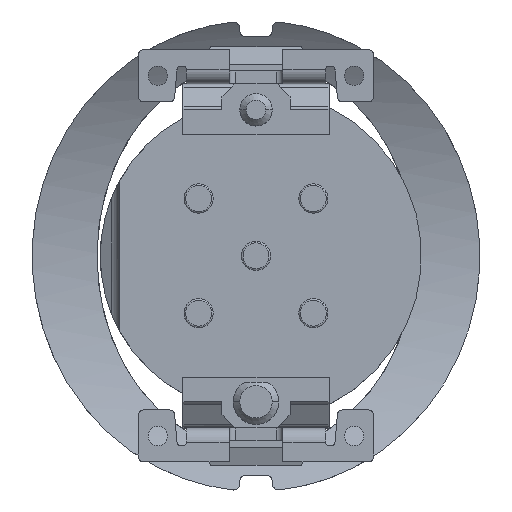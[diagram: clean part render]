
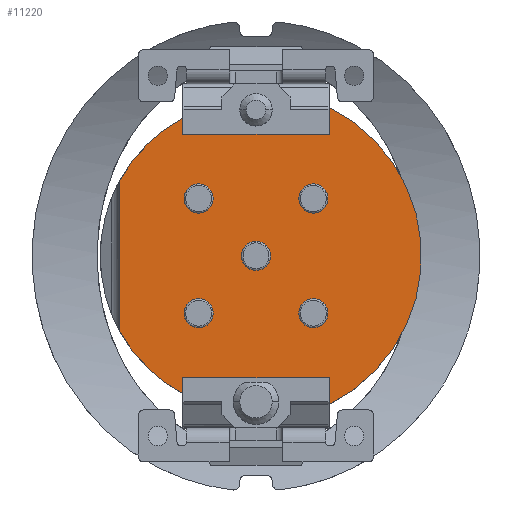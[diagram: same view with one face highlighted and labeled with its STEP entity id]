
A CAD part, top view. The second image highlights one B-rep face of the part: STEP entity #11220.
In plain terms, the highlighted planar face has unit normal (0, 0, 1).
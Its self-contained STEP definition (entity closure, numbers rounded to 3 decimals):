
#13=DIRECTION('',(0.,1.,0.));
#14=VECTOR('',#13,4.648);
#15=CARTESIAN_POINT('',(-4.2,-2.324,-1.2));
#16=LINE('',#15,#14);
#17=DIRECTION('',(0.,-1.,0.));
#18=VECTOR('',#17,0.49);
#19=CARTESIAN_POINT('',(-2.25,4.24,-1.2));
#20=LINE('',#19,#18);
#21=DIRECTION('',(1.,0.,0.));
#22=VECTOR('',#21,4.5);
#23=CARTESIAN_POINT('',(-2.25,3.75,-1.2));
#24=LINE('',#23,#22);
#25=DIRECTION('',(0.,1.,0.));
#26=VECTOR('',#25,0.827);
#27=CARTESIAN_POINT('',(2.25,3.75,-1.2));
#28=LINE('',#27,#26);
#29=DIRECTION('',(0.,1.,0.));
#30=VECTOR('',#29,0.827);
#31=CARTESIAN_POINT('',(2.25,-4.577,-1.2));
#32=LINE('',#31,#30);
#33=DIRECTION('',(-1.,0.,0.));
#34=VECTOR('',#33,4.5);
#35=CARTESIAN_POINT('',(2.25,-3.75,-1.2));
#36=LINE('',#35,#34);
#37=DIRECTION('',(0.,-1.,0.));
#38=VECTOR('',#37,0.49);
#39=CARTESIAN_POINT('',(-2.25,-3.75,-1.2));
#40=LINE('',#39,#38);
#41=CARTESIAN_POINT('',(1.768,-1.768,-1.2));
#42=DIRECTION('',(0.,0.,-1.));
#43=DIRECTION('',(-0.707,-0.707,0.));
#44=AXIS2_PLACEMENT_3D('',#41,#42,#43);
#46=CARTESIAN_POINT('',(1.768,-1.768,-1.2));
#47=DIRECTION('',(0.,0.,-1.));
#48=DIRECTION('',(0.707,0.707,0.));
#49=AXIS2_PLACEMENT_3D('',#46,#47,#48);
#51=CARTESIAN_POINT('',(1.768,1.768,-1.2));
#52=DIRECTION('',(0.,0.,-1.));
#53=DIRECTION('',(-0.707,-0.707,0.));
#54=AXIS2_PLACEMENT_3D('',#51,#52,#53);
#56=CARTESIAN_POINT('',(1.768,1.768,-1.2));
#57=DIRECTION('',(0.,0.,-1.));
#58=DIRECTION('',(0.707,0.707,0.));
#59=AXIS2_PLACEMENT_3D('',#56,#57,#58);
#61=CARTESIAN_POINT('',(-1.768,1.768,-1.2));
#62=DIRECTION('',(0.,0.,-1.));
#63=DIRECTION('',(-0.707,-0.707,0.));
#64=AXIS2_PLACEMENT_3D('',#61,#62,#63);
#66=CARTESIAN_POINT('',(-1.768,1.768,-1.2));
#67=DIRECTION('',(0.,0.,-1.));
#68=DIRECTION('',(0.707,0.707,0.));
#69=AXIS2_PLACEMENT_3D('',#66,#67,#68);
#71=CARTESIAN_POINT('',(-1.768,-1.768,-1.2));
#72=DIRECTION('',(0.,0.,-1.));
#73=DIRECTION('',(-0.707,-0.707,0.));
#74=AXIS2_PLACEMENT_3D('',#71,#72,#73);
#76=CARTESIAN_POINT('',(-1.768,-1.768,-1.2));
#77=DIRECTION('',(0.,0.,-1.));
#78=DIRECTION('',(0.707,0.707,0.));
#79=AXIS2_PLACEMENT_3D('',#76,#77,#78);
#81=CARTESIAN_POINT('',(0.,0.,-1.2));
#82=DIRECTION('',(0.,0.,-1.));
#83=DIRECTION('',(-0.707,-0.707,0.));
#84=AXIS2_PLACEMENT_3D('',#81,#82,#83);
#86=CARTESIAN_POINT('',(0.,0.,-1.2));
#87=DIRECTION('',(0.,0.,-1.));
#88=DIRECTION('',(0.707,0.707,0.));
#89=AXIS2_PLACEMENT_3D('',#86,#87,#88);
#99=CARTESIAN_POINT('',(0.,0.,-1.2));
#100=DIRECTION('',(0.,0.,1.));
#101=DIRECTION('',(-0.875,-0.484,0.));
#102=AXIS2_PLACEMENT_3D('',#99,#100,#101);
#175=CARTESIAN_POINT('',(0.,0.,-1.2));
#176=DIRECTION('',(0.,0.,1.));
#177=DIRECTION('',(-0.469,0.883,0.));
#178=AXIS2_PLACEMENT_3D('',#175,#176,#177);
#384=CARTESIAN_POINT('',(0.,0.,-1.2));
#385=DIRECTION('',(0.,0.,1.));
#386=DIRECTION('',(0.441,-0.897,0.));
#387=AXIS2_PLACEMENT_3D('',#384,#385,#386);
#9022=CARTESIAN_POINT('',(2.25,-3.75,-1.2));
#9023=CARTESIAN_POINT('',(-2.25,-3.75,-1.2));
#9024=VERTEX_POINT('',#9022);
#9025=VERTEX_POINT('',#9023);
#9026=CARTESIAN_POINT('',(-2.25,3.75,-1.2));
#9027=CARTESIAN_POINT('',(2.25,3.75,-1.2));
#9028=VERTEX_POINT('',#9026);
#9029=VERTEX_POINT('',#9027);
#9260=CARTESIAN_POINT('',(-2.25,-4.24,-1.2));
#9262=VERTEX_POINT('',#9260);
#9264=CARTESIAN_POINT('',(-2.25,4.24,-1.2));
#9266=VERTEX_POINT('',#9264);
#9962=CARTESIAN_POINT('',(2.25,-4.577,-1.2));
#9964=VERTEX_POINT('',#9962);
#9967=CARTESIAN_POINT('',(2.25,4.577,-1.2));
#9969=VERTEX_POINT('',#9967);
#9971=CARTESIAN_POINT('',(-4.2,-2.324,-1.2));
#9972=CARTESIAN_POINT('',(-4.2,2.324,-1.2));
#9973=VERTEX_POINT('',#9971);
#9974=VERTEX_POINT('',#9972);
#11079=CARTESIAN_POINT('',(1.485,-2.051,-1.2));
#11080=CARTESIAN_POINT('',(2.051,-1.485,-1.2));
#11081=VERTEX_POINT('',#11079);
#11082=VERTEX_POINT('',#11080);
#11099=CARTESIAN_POINT('',(1.485,1.485,-1.2));
#11100=CARTESIAN_POINT('',(2.051,2.051,-1.2));
#11101=VERTEX_POINT('',#11099);
#11102=VERTEX_POINT('',#11100);
#11119=CARTESIAN_POINT('',(-2.051,1.485,-1.2));
#11120=CARTESIAN_POINT('',(-1.485,2.051,-1.2));
#11121=VERTEX_POINT('',#11119);
#11122=VERTEX_POINT('',#11120);
#11139=CARTESIAN_POINT('',(-2.051,-2.051,-1.2));
#11140=CARTESIAN_POINT('',(-1.485,-1.485,-1.2));
#11141=VERTEX_POINT('',#11139);
#11142=VERTEX_POINT('',#11140);
#11159=CARTESIAN_POINT('',(-0.283,-0.283,-1.2));
#11160=CARTESIAN_POINT('',(0.283,0.283,-1.2));
#11161=VERTEX_POINT('',#11159);
#11162=VERTEX_POINT('',#11160);
#11163=CARTESIAN_POINT('',(0.,0.,-1.2));
#11164=DIRECTION('',(0.,0.,1.));
#11165=DIRECTION('',(0.,1.,0.));
#11166=AXIS2_PLACEMENT_3D('',#11163,#11164,#11165);
#11167=PLANE('',#11166);
#11169=ORIENTED_EDGE('',*,*,#11168,.T.);
#11171=ORIENTED_EDGE('',*,*,#11170,.F.);
#11173=ORIENTED_EDGE('',*,*,#11172,.T.);
#11175=ORIENTED_EDGE('',*,*,#11174,.T.);
#11177=ORIENTED_EDGE('',*,*,#11176,.T.);
#11179=ORIENTED_EDGE('',*,*,#11178,.F.);
#11181=ORIENTED_EDGE('',*,*,#11180,.T.);
#11183=ORIENTED_EDGE('',*,*,#11182,.T.);
#11185=ORIENTED_EDGE('',*,*,#11184,.T.);
#11187=ORIENTED_EDGE('',*,*,#11186,.F.);
#11188=EDGE_LOOP('',(#11169,#11171,#11173,#11175,#11177,#11179,#11181,#11183,
#11185,#11187));
#11189=FACE_OUTER_BOUND('',#11188,.F.);
#11191=ORIENTED_EDGE('',*,*,#11190,.F.);
#11193=ORIENTED_EDGE('',*,*,#11192,.F.);
#11194=EDGE_LOOP('',(#11191,#11193));
#11195=FACE_BOUND('',#11194,.F.);
#11197=ORIENTED_EDGE('',*,*,#11196,.F.);
#11199=ORIENTED_EDGE('',*,*,#11198,.F.);
#11200=EDGE_LOOP('',(#11197,#11199));
#11201=FACE_BOUND('',#11200,.F.);
#11203=ORIENTED_EDGE('',*,*,#11202,.F.);
#11205=ORIENTED_EDGE('',*,*,#11204,.F.);
#11206=EDGE_LOOP('',(#11203,#11205));
#11207=FACE_BOUND('',#11206,.F.);
#11209=ORIENTED_EDGE('',*,*,#11208,.F.);
#11211=ORIENTED_EDGE('',*,*,#11210,.F.);
#11212=EDGE_LOOP('',(#11209,#11211));
#11213=FACE_BOUND('',#11212,.F.);
#11215=ORIENTED_EDGE('',*,*,#11214,.F.);
#11217=ORIENTED_EDGE('',*,*,#11216,.F.);
#11218=EDGE_LOOP('',(#11215,#11217));
#11219=FACE_BOUND('',#11218,.F.);
#45=CIRCLE('',#44,0.4);
#50=CIRCLE('',#49,0.4);
#55=CIRCLE('',#54,0.4);
#60=CIRCLE('',#59,0.4);
#65=CIRCLE('',#64,0.4);
#70=CIRCLE('',#69,0.4);
#75=CIRCLE('',#74,0.4);
#80=CIRCLE('',#79,0.4);
#85=CIRCLE('',#84,0.4);
#90=CIRCLE('',#89,0.4);
#103=CIRCLE('',#102,4.8);
#179=CIRCLE('',#178,4.8);
#388=CIRCLE('',#387,5.1);
#11168=EDGE_CURVE('',#9973,#9974,#16,.T.);
#11170=EDGE_CURVE('',#9266,#9974,#179,.T.);
#11172=EDGE_CURVE('',#9266,#9028,#20,.T.);
#11174=EDGE_CURVE('',#9028,#9029,#24,.T.);
#11176=EDGE_CURVE('',#9029,#9969,#28,.T.);
#11178=EDGE_CURVE('',#9964,#9969,#388,.T.);
#11180=EDGE_CURVE('',#9964,#9024,#32,.T.);
#11182=EDGE_CURVE('',#9024,#9025,#36,.T.);
#11184=EDGE_CURVE('',#9025,#9262,#40,.T.);
#11186=EDGE_CURVE('',#9973,#9262,#103,.T.);
#11190=EDGE_CURVE('',#11081,#11082,#45,.T.);
#11192=EDGE_CURVE('',#11082,#11081,#50,.T.);
#11196=EDGE_CURVE('',#11101,#11102,#55,.T.);
#11198=EDGE_CURVE('',#11102,#11101,#60,.T.);
#11202=EDGE_CURVE('',#11121,#11122,#65,.T.);
#11204=EDGE_CURVE('',#11122,#11121,#70,.T.);
#11208=EDGE_CURVE('',#11141,#11142,#75,.T.);
#11210=EDGE_CURVE('',#11142,#11141,#80,.T.);
#11214=EDGE_CURVE('',#11161,#11162,#85,.T.);
#11216=EDGE_CURVE('',#11162,#11161,#90,.T.);
#11220=ADVANCED_FACE('',(#11189,#11195,#11201,#11207,#11213,#11219),#11167,.T.);
